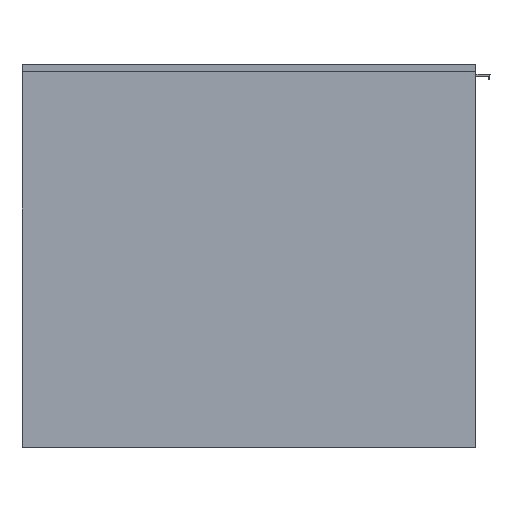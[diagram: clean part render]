
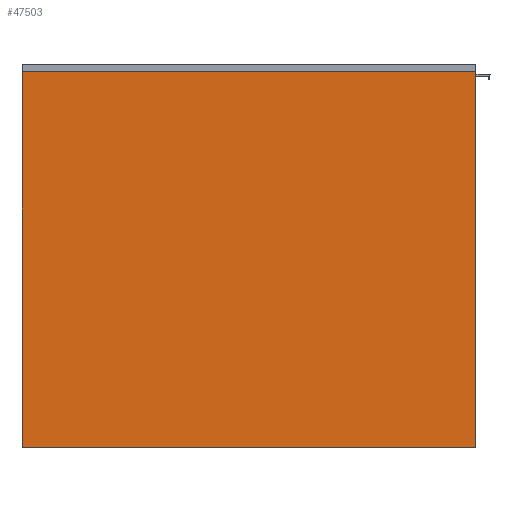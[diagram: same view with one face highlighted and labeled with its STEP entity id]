
A CAD part, left-side view. The second image highlights one B-rep face of the part: STEP entity #47503.
In plain terms, the highlighted planar face has unit normal (-1, 0, 0).
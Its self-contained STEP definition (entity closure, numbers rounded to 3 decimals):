
#4103=FACE_OUTER_BOUND('',#6804,.T.);
#6804=EDGE_LOOP('',(#35284,#35285,#35286,#35287));
#10385=LINE('',#75842,#15679);
#10389=LINE('',#75851,#15683);
#10394=LINE('',#75859,#15688);
#10396=LINE('',#75863,#15690);
#15679=VECTOR('',#57573,500.);
#15683=VECTOR('',#57579,500.);
#15688=VECTOR('',#57586,414.5);
#15690=VECTOR('',#57592,414.5);
#20806=VERTEX_POINT('',#75840);
#20807=VERTEX_POINT('',#75841);
#20810=VERTEX_POINT('',#75849);
#20811=VERTEX_POINT('',#75850);
#26170=EDGE_CURVE('',#20806,#20807,#10385,.T.);
#26174=EDGE_CURVE('',#20810,#20811,#10389,.T.);
#26179=EDGE_CURVE('',#20806,#20811,#10394,.T.);
#26181=EDGE_CURVE('',#20807,#20810,#10396,.T.);
#35284=ORIENTED_EDGE('',*,*,#26179,.F.);
#35285=ORIENTED_EDGE('',*,*,#26170,.T.);
#35286=ORIENTED_EDGE('',*,*,#26181,.T.);
#35287=ORIENTED_EDGE('',*,*,#26174,.T.);
#45420=PLANE('',#50594);
#47503=ADVANCED_FACE('',(#4103),#45420,.T.);
#50594=AXIS2_PLACEMENT_3D('',#75864,#57593,#57594);
#57573=DIRECTION('',(0.,1.,0.));
#57579=DIRECTION('',(0.,-1.,0.));
#57586=DIRECTION('',(0.,0.,-1.));
#57592=DIRECTION('',(0.,0.,-1.));
#57593=DIRECTION('center_axis',(-1.,0.,0.));
#57594=DIRECTION('ref_axis',(0.,0.,1.));
#75840=CARTESIAN_POINT('',(0.,-500.,414.5));
#75841=CARTESIAN_POINT('',(0.,0.,414.5));
#75842=CARTESIAN_POINT('',(0.,-250.,414.5));
#75849=CARTESIAN_POINT('',(0.,0.,0.));
#75850=CARTESIAN_POINT('',(0.,-500.,0.));
#75851=CARTESIAN_POINT('',(0.,-250.,0.));
#75859=CARTESIAN_POINT('',(0.,-500.,207.25));
#75863=CARTESIAN_POINT('',(0.,0.,207.25));
#75864=CARTESIAN_POINT('Origin',(0.,-250.,207.25));
